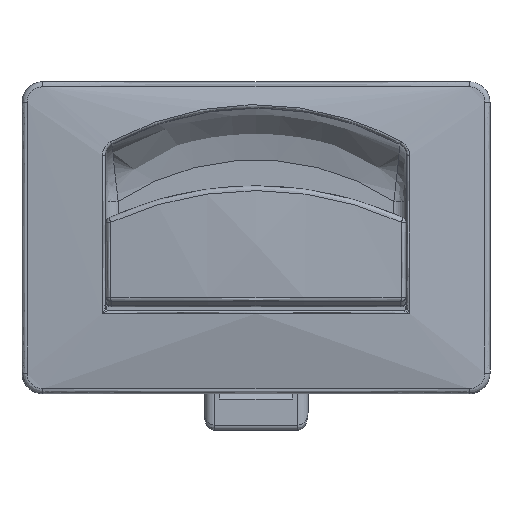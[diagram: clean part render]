
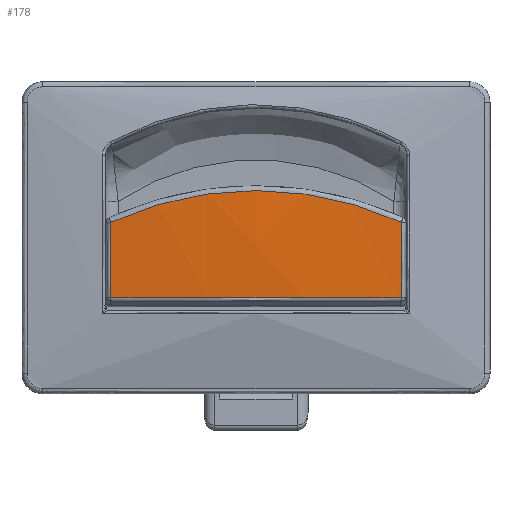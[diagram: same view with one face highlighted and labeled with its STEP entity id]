
A CAD part, front view. The second image highlights one B-rep face of the part: STEP entity #178.
In plain terms, the highlighted free-form (B-spline) face has degree [2, 2] with [3, 3] control points.
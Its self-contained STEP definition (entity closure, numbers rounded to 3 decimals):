
#178=ADVANCED_FACE('',(#664),#663,.T.);
#663=( BOUNDED_SURFACE() B_SPLINE_SURFACE( 2,2,((#2985,#2986,#2987),(#2988,#2989,#2990),(#2991,#2992,#2993)), .UNSPECIFIED.,.F.,.F.,.F.) B_SPLINE_SURFACE_WITH_KNOTS((3,3),(3,3),(-0.079,0.101),(0.,0.22), .UNSPECIFIED. ) GEOMETRIC_REPRESENTATION_ITEM() RATIONAL_B_SPLINE_SURFACE(((1.,0.994,1.),(0.996,0.99,0.996),(1.,0.994,1.))) REPRESENTATION_ITEM('') SURFACE() );
#664=FACE_OUTER_BOUND('',#2994,.T.);
#2985=CARTESIAN_POINT('',(-27.998,-4.096,39.081));
#2986=CARTESIAN_POINT('',(0.,-7.192,39.081));
#2987=CARTESIAN_POINT('',(27.998,-4.096,39.081));
#2988=CARTESIAN_POINT('',(-28.089,-4.914,28.744));
#2989=CARTESIAN_POINT('',(0.,-8.019,28.744));
#2990=CARTESIAN_POINT('',(28.089,-4.914,28.744));
#2991=CARTESIAN_POINT('',(-27.974,-3.872,18.428));
#2992=CARTESIAN_POINT('',(0.,-6.965,18.428));
#2993=CARTESIAN_POINT('',(27.974,-3.872,18.428));
#2994=EDGE_LOOP('',(#5198,#5199,#5200,#5201));
#5198=ORIENTED_EDGE('',*,*,#6269,.T.);
#5199=ORIENTED_EDGE('',*,*,#6268,.T.);
#5200=ORIENTED_EDGE('',*,*,#6270,.T.);
#5201=ORIENTED_EDGE('',*,*,#6271,.T.);
#6268=EDGE_CURVE('',#7323,#7330,#7337,.T.);
#6269=EDGE_CURVE('',#7343,#7323,#7344,.T.);
#6270=EDGE_CURVE('',#7330,#7350,#7351,.T.);
#6271=EDGE_CURVE('',#7350,#7343,#7357,.T.);
#7323=VERTEX_POINT('',#10846);
#7330=VERTEX_POINT('',#10851);
#7337=(BOUNDED_CURVE() B_SPLINE_CURVE(3,(#10856,#10857,#10858,#10859,#10860,#10861,#10862,#10863,#10864,#10865,#10866,#10867,#10868,#10869,#10870,#10871,#10872,#10873,#10874,#10875,#10876,#10877,#10878,#10879),.UNSPECIFIED.,.F.,.F.) B_SPLINE_CURVE_WITH_KNOTS((4,2,2,2,2,2,2,2,2,2,2,4),(0.,0.007,0.014,0.021,0.023,0.025,0.029,0.036,0.043,0.047,0.05,0.057),.UNSPECIFIED.) CURVE() GEOMETRIC_REPRESENTATION_ITEM() RATIONAL_B_SPLINE_CURVE((1.,1.,1.,1.,1.,1.,1.,1.,1.,1.,1.,1.,1.,1.,1.,1.,1.,1.,1.,1.,1.,1.,1.,1.)) REPRESENTATION_ITEM('') );
#7343=VERTEX_POINT('',#10880);
#7344=(BOUNDED_CURVE() B_SPLINE_CURVE(3,(#10881,#10882,#10883,#10884),.UNSPECIFIED.,.F.,.F.) B_SPLINE_CURVE_WITH_KNOTS((4,4),(0.,0.015),.UNSPECIFIED.) CURVE() GEOMETRIC_REPRESENTATION_ITEM() RATIONAL_B_SPLINE_CURVE((1.,1.,1.,1.)) REPRESENTATION_ITEM('') );
#7350=VERTEX_POINT('',#10885);
#7351=(BOUNDED_CURVE() B_SPLINE_CURVE(3,(#10886,#10887,#10888,#10889),.UNSPECIFIED.,.F.,.F.) B_SPLINE_CURVE_WITH_KNOTS((4,4),(0.,0.015),.UNSPECIFIED.) CURVE() GEOMETRIC_REPRESENTATION_ITEM() RATIONAL_B_SPLINE_CURVE((1.,1.,1.,1.)) REPRESENTATION_ITEM('') );
#7357=CIRCLE('',#10893,254.539);
#10846=CARTESIAN_POINT('',(27.909,-4.43,32.986));
#10851=CARTESIAN_POINT('',(-27.909,-4.43,32.986));
#10856=CARTESIAN_POINT('',(27.909,-4.43,32.986));
#10857=CARTESIAN_POINT('',(25.717,-4.645,33.991));
#10858=CARTESIAN_POINT('',(23.488,-4.825,34.87));
#10859=CARTESIAN_POINT('',(18.961,-5.129,36.383));
#10860=CARTESIAN_POINT('',(16.663,-5.251,37.016));
#10861=CARTESIAN_POINT('',(11.998,-5.447,38.039));
#10862=CARTESIAN_POINT('',(9.631,-5.519,38.427));
#10863=CARTESIAN_POINT('',(6.628,-5.579,38.753));
#10864=CARTESIAN_POINT('',(6.024,-5.59,38.81));
#10865=CARTESIAN_POINT('',(4.821,-5.608,38.908));
#10866=CARTESIAN_POINT('',(4.22,-5.616,38.949));
#10867=CARTESIAN_POINT('',(2.418,-5.633,39.046));
#10868=CARTESIAN_POINT('',(1.219,-5.639,39.079));
#10869=CARTESIAN_POINT('',(-2.37,-5.64,39.08));
#10870=CARTESIAN_POINT('',(-4.754,-5.616,38.953));
#10871=CARTESIAN_POINT('',(-9.503,-5.522,38.444));
#10872=CARTESIAN_POINT('',(-11.869,-5.451,38.063));
#10873=CARTESIAN_POINT('',(-15.403,-5.305,37.294));
#10874=CARTESIAN_POINT('',(-16.58,-5.249,37.005));
#10875=CARTESIAN_POINT('',(-18.906,-5.124,36.366));
#10876=CARTESIAN_POINT('',(-20.057,-5.055,36.016));
#10877=CARTESIAN_POINT('',(-23.479,-4.826,34.874));
#10878=CARTESIAN_POINT('',(-25.717,-4.645,33.991));
#10879=CARTESIAN_POINT('',(-27.909,-4.43,32.986));
#10880=CARTESIAN_POINT('',(27.909,-3.879,18.428));
#10881=CARTESIAN_POINT('',(27.909,-3.879,18.428));
#10882=CARTESIAN_POINT('',(27.909,-4.373,23.264));
#10883=CARTESIAN_POINT('',(27.909,-4.557,28.127));
#10884=CARTESIAN_POINT('',(27.909,-4.43,32.986));
#10885=CARTESIAN_POINT('',(-27.909,-3.879,18.428));
#10886=CARTESIAN_POINT('',(-27.909,-4.43,32.986));
#10887=CARTESIAN_POINT('',(-27.909,-4.557,28.127));
#10888=CARTESIAN_POINT('',(-27.909,-4.373,23.264));
#10889=CARTESIAN_POINT('',(-27.909,-3.879,18.428));
#10890=CARTESIAN_POINT('',(0.,249.125,18.428));
#10891=DIRECTION('',(0.,0.,1.));
#10892=DIRECTION('',(0.,1.,0.));
#10893=AXIS2_PLACEMENT_3D('',#10890,#10891,#10892);
